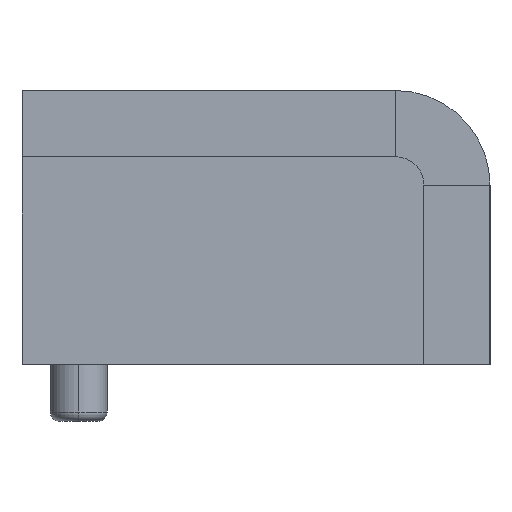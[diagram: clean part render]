
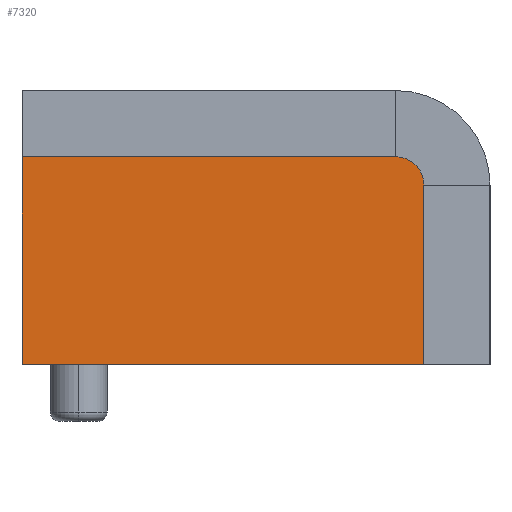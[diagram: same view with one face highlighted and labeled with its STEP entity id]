
A CAD part, left-side view. The second image highlights one B-rep face of the part: STEP entity #7320.
In plain terms, the highlighted planar face has unit normal (-1, 0, 0).
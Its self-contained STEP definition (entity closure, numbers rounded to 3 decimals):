
#273 = EDGE_CURVE ( 'NONE', #10468, #3489, #3832, .T. ) ;
#1158 = CARTESIAN_POINT ( 'NONE',  ( -4.7, 2.475, 2.9 ) ) ;
#1427 = CARTESIAN_POINT ( 'NONE',  ( -4.7, -1.775, 1.9 ) ) ;
#2019 = EDGE_CURVE ( 'NONE', #9153, #10468, #8070, .T. ) ;
#3349 = DIRECTION ( 'NONE',  ( 0., 0., 1. ) ) ;
#3489 = VERTEX_POINT ( 'NONE', #13146 ) ;
#3832 = LINE ( 'NONE', #20610, #3884 ) ;
#3884 = VECTOR ( 'NONE', #15940, 1000. ) ;
#3963 = DIRECTION ( 'NONE',  ( -1., 0., 0. ) ) ;
#4485 = PLANE ( 'NONE',  #11491 ) ;
#6343 = LINE ( 'NONE', #1158, #19834 ) ;
#6798 = ORIENTED_EDGE ( 'NONE', *, *, #20318, .T. ) ;
#6898 = CARTESIAN_POINT ( 'NONE',  ( -4.7, -1.475, 2.2 ) ) ;
#6977 = ORIENTED_EDGE ( 'NONE', *, *, #20560, .T. ) ;
#7320 = ADVANCED_FACE ( 'NONE', ( #16461 ), #4485, .F. ) ;
#7457 = VECTOR ( 'NONE', #20028, 1000. ) ;
#7577 = EDGE_LOOP ( 'NONE', ( #6798, #6977, #21926, #8993, #17624 ) ) ;
#7675 = CARTESIAN_POINT ( 'NONE',  ( -4.7, -2.475, 0. ) ) ;
#8003 = LINE ( 'NONE', #7675, #7457 ) ;
#8034 = DIRECTION ( 'NONE',  ( 0., 0., -1. ) ) ;
#8070 = CIRCLE ( 'NONE', #20633, 0.3 ) ;
#8993 = ORIENTED_EDGE ( 'NONE', *, *, #273, .T. ) ;
#9153 = VERTEX_POINT ( 'NONE', #1427 ) ;
#10468 = VERTEX_POINT ( 'NONE', #6898 ) ;
#10873 = DIRECTION ( 'NONE',  ( 0., -1., 0. ) ) ;
#11134 = CARTESIAN_POINT ( 'NONE',  ( -4.7, 2.475, 0. ) ) ;
#11404 = DIRECTION ( 'NONE',  ( 1., 0., 0. ) ) ;
#11491 = AXIS2_PLACEMENT_3D ( 'NONE', #20034, #11404, #11620 ) ;
#11620 = DIRECTION ( 'NONE',  ( 0., 0., -1. ) ) ;
#12545 = EDGE_CURVE ( 'NONE', #3489, #18779, #6343, .T. ) ;
#12583 = CARTESIAN_POINT ( 'NONE',  ( -4.7, -1.475, 1.9 ) ) ;
#13146 = CARTESIAN_POINT ( 'NONE',  ( -4.7, 2.475, 2.2 ) ) ;
#13672 = CARTESIAN_POINT ( 'NONE',  ( -4.7, -1.775, -1. ) ) ;
#15940 = DIRECTION ( 'NONE',  ( 0., 1., 0. ) ) ;
#16439 = CARTESIAN_POINT ( 'NONE',  ( -4.7, -1.775, 0. ) ) ;
#16461 = FACE_OUTER_BOUND ( 'NONE', #7577, .T. ) ;
#17219 = LINE ( 'NONE', #13672, #19314 ) ;
#17624 = ORIENTED_EDGE ( 'NONE', *, *, #12545, .T. ) ;
#18090 = VERTEX_POINT ( 'NONE', #16439 ) ;
#18779 = VERTEX_POINT ( 'NONE', #11134 ) ;
#19314 = VECTOR ( 'NONE', #3349, 1000. ) ;
#19834 = VECTOR ( 'NONE', #8034, 1000. ) ;
#20028 = DIRECTION ( 'NONE',  ( 0., -1., 0. ) ) ;
#20034 = CARTESIAN_POINT ( 'NONE',  ( -4.7, -2.475, 2.9 ) ) ;
#20318 = EDGE_CURVE ( 'NONE', #18779, #18090, #8003, .T. ) ;
#20560 = EDGE_CURVE ( 'NONE', #18090, #9153, #17219, .T. ) ;
#20610 = CARTESIAN_POINT ( 'NONE',  ( -4.7, -1.475, 2.2 ) ) ;
#20633 = AXIS2_PLACEMENT_3D ( 'NONE', #12583, #3963, #10873 ) ;
#21926 = ORIENTED_EDGE ( 'NONE', *, *, #2019, .T. ) ;
